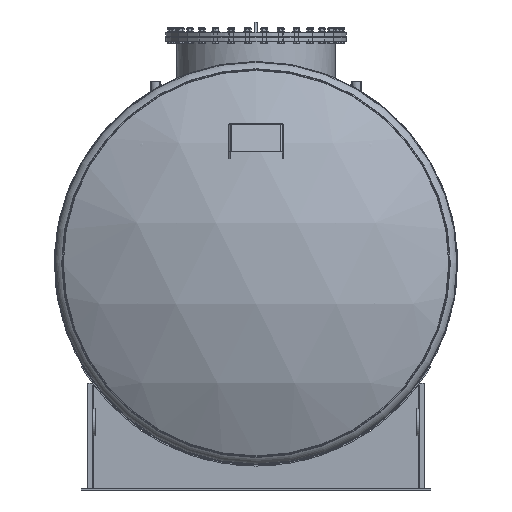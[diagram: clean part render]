
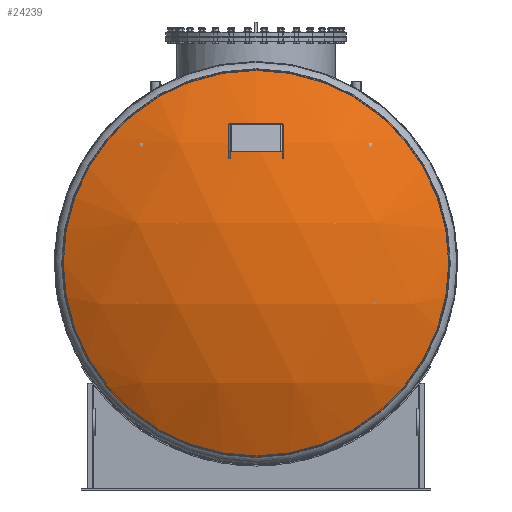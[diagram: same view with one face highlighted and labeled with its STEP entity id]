
A CAD part, front view. The second image highlights one B-rep face of the part: STEP entity #24239.
In plain terms, the highlighted spherical face has radius 1609 mm.
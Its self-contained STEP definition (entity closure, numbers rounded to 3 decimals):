
#1150=SPHERICAL_SURFACE('',#26193,1609.);
#1560=CIRCLE('',#26191,773.649);
#3509=FACE_OUTER_BOUND('',#5090,.T.);
#5090=EDGE_LOOP('',(#15903));
#10110=VERTEX_POINT('',#36209);
#12328=EDGE_CURVE('',#10110,#10110,#1560,.T.);
#15903=ORIENTED_EDGE('',*,*,#12328,.T.);
#24239=ADVANCED_FACE('',(#3509),#1150,.T.);
#26191=AXIS2_PLACEMENT_3D('',#36210,#29099,#29100);
#26193=AXIS2_PLACEMENT_3D('',#36212,#29103,#29104);
#29099=DIRECTION('center_axis',(0.,-1.,0.));
#29100=DIRECTION('ref_axis',(-1.,0.,0.));
#29103=DIRECTION('center_axis',(0.,0.,-1.));
#29104=DIRECTION('ref_axis',(-1.,0.,0.));
#36209=CARTESIAN_POINT('',(0.,-3265.069,-773.649));
#36210=CARTESIAN_POINT('Origin',(0.,-3265.069,
0.));
#36212=CARTESIAN_POINT('Origin',(0.,-1854.273,
0.));
